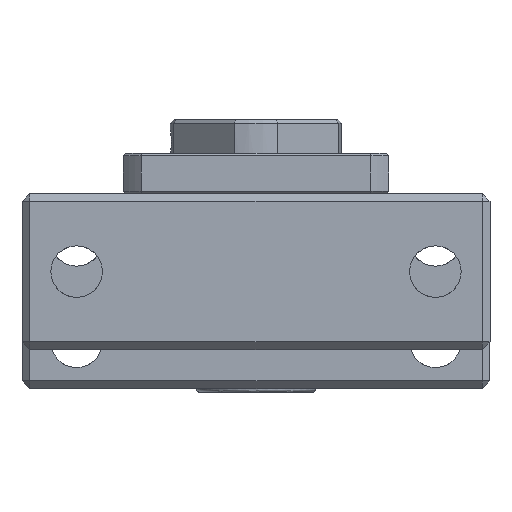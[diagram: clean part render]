
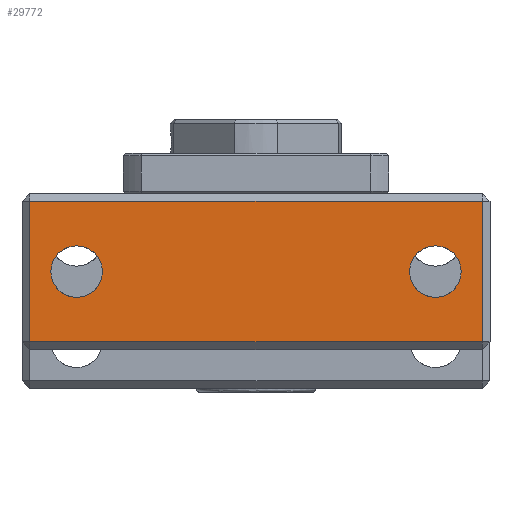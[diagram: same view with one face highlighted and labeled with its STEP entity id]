
A CAD part, front view. The second image highlights one B-rep face of the part: STEP entity #29772.
In plain terms, the highlighted planar face has unit normal (0, -1, 0).
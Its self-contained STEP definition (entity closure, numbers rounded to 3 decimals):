
#269 = PLANE ( 'NONE',  #32808 ) ;
#986 = CARTESIAN_POINT ( 'NONE',  ( -30., 0., 9. ) ) ;
#1721 = DIRECTION ( 'NONE',  ( 0., 0., 1. ) ) ;
#2109 = DIRECTION ( 'NONE',  ( 0., -1., 0. ) ) ;
#2341 = EDGE_CURVE ( 'NONE', #2912, #28779, #15640, .T. ) ;
#2801 = CARTESIAN_POINT ( 'NONE',  ( -30., 0., 10. ) ) ;
#2912 = VERTEX_POINT ( 'NONE', #6947 ) ;
#3609 = CARTESIAN_POINT ( 'NONE',  ( -29., 0., -9. ) ) ;
#4063 = DIRECTION ( 'NONE',  ( 0., 0., 1. ) ) ;
#4949 = CARTESIAN_POINT ( 'NONE',  ( -29., 0., 9. ) ) ;
#6273 = VECTOR ( 'NONE', #22635, 1000. ) ;
#6277 = VERTEX_POINT ( 'NONE', #27685 ) ;
#6691 = EDGE_CURVE ( 'NONE', #12853, #30324, #32463, .T. ) ;
#6760 = CARTESIAN_POINT ( 'NONE',  ( 23., 0., 0. ) ) ;
#6947 = CARTESIAN_POINT ( 'NONE',  ( -23., 0., -3.3 ) ) ;
#7060 = VECTOR ( 'NONE', #1721, 1000. ) ;
#7108 = VERTEX_POINT ( 'NONE', #25037 ) ;
#7565 = AXIS2_PLACEMENT_3D ( 'NONE', #14757, #2109, #9373 ) ;
#8586 = DIRECTION ( 'NONE',  ( 0., -1., 0. ) ) ;
#9105 = VECTOR ( 'NONE', #14465, 1000. ) ;
#9373 = DIRECTION ( 'NONE',  ( 0., 0., 1. ) ) ;
#9458 = VECTOR ( 'NONE', #29352, 1000. ) ;
#9625 = ORIENTED_EDGE ( 'NONE', *, *, #22806, .F. ) ;
#10064 = DIRECTION ( 'NONE',  ( 0., 1., 0. ) ) ;
#10312 = EDGE_LOOP ( 'NONE', ( #15733, #25427, #24041, #18035 ) ) ;
#10558 = DIRECTION ( 'NONE',  ( 1., 0., 0. ) ) ;
#10700 = EDGE_CURVE ( 'NONE', #12853, #7108, #12299, .T. ) ;
#10748 = ORIENTED_EDGE ( 'NONE', *, *, #17722, .F. ) ;
#10999 = CARTESIAN_POINT ( 'NONE',  ( -23., 0., 3.3 ) ) ;
#12299 = LINE ( 'NONE', #29878, #6273 ) ;
#12853 = VERTEX_POINT ( 'NONE', #3609 ) ;
#13078 = FACE_BOUND ( 'NONE', #16244, .T. ) ;
#13750 = AXIS2_PLACEMENT_3D ( 'NONE', #13761, #28966, #21227 ) ;
#13761 = CARTESIAN_POINT ( 'NONE',  ( -23., 0., 0. ) ) ;
#14465 = DIRECTION ( 'NONE',  ( 1., 0., 0. ) ) ;
#14757 = CARTESIAN_POINT ( 'NONE',  ( -23., 0., 0. ) ) ;
#15083 = EDGE_CURVE ( 'NONE', #30324, #30376, #29692, .T. ) ;
#15640 = CIRCLE ( 'NONE', #7565, 3.3 ) ;
#15680 = ORIENTED_EDGE ( 'NONE', *, *, #2341, .F. ) ;
#15733 = ORIENTED_EDGE ( 'NONE', *, *, #6691, .F. ) ;
#15862 = EDGE_CURVE ( 'NONE', #23526, #6277, #16686, .T. ) ;
#15990 = EDGE_LOOP ( 'NONE', ( #9625, #15680 ) ) ;
#16244 = EDGE_LOOP ( 'NONE', ( #25660, #10748 ) ) ;
#16686 = CIRCLE ( 'NONE', #23176, 3.3 ) ;
#17722 = EDGE_CURVE ( 'NONE', #6277, #23526, #25393, .T. ) ;
#17779 = CARTESIAN_POINT ( 'NONE',  ( 23., 0., 3.3 ) ) ;
#18035 = ORIENTED_EDGE ( 'NONE', *, *, #15083, .F. ) ;
#19705 = CIRCLE ( 'NONE', #13750, 3.3 ) ;
#20204 = FACE_BOUND ( 'NONE', #15990, .T. ) ;
#21227 = DIRECTION ( 'NONE',  ( 0., 0., 1. ) ) ;
#21272 = CARTESIAN_POINT ( 'NONE',  ( 23., 0., 0. ) ) ;
#21615 = CARTESIAN_POINT ( 'NONE',  ( 29., 0., 10. ) ) ;
#22575 = EDGE_CURVE ( 'NONE', #30376, #7108, #29179, .T. ) ;
#22635 = DIRECTION ( 'NONE',  ( 1., 0., 0. ) ) ;
#22750 = FACE_OUTER_BOUND ( 'NONE', #10312, .T. ) ;
#22806 = EDGE_CURVE ( 'NONE', #28779, #2912, #19705, .T. ) ;
#23176 = AXIS2_PLACEMENT_3D ( 'NONE', #6760, #32451, #4063 ) ;
#23526 = VERTEX_POINT ( 'NONE', #17779 ) ;
#23983 = DIRECTION ( 'NONE',  ( 0., 0., 1. ) ) ;
#24041 = ORIENTED_EDGE ( 'NONE', *, *, #22575, .F. ) ;
#25037 = CARTESIAN_POINT ( 'NONE',  ( 29., 0., -9. ) ) ;
#25393 = CIRCLE ( 'NONE', #30250, 3.3 ) ;
#25427 = ORIENTED_EDGE ( 'NONE', *, *, #10700, .T. ) ;
#25660 = ORIENTED_EDGE ( 'NONE', *, *, #15862, .F. ) ;
#26677 = CARTESIAN_POINT ( 'NONE',  ( 29., 0., 9. ) ) ;
#27685 = CARTESIAN_POINT ( 'NONE',  ( 23., 0., -3.3 ) ) ;
#28779 = VERTEX_POINT ( 'NONE', #10999 ) ;
#28966 = DIRECTION ( 'NONE',  ( 0., -1., 0. ) ) ;
#29179 = LINE ( 'NONE', #21615, #9458 ) ;
#29352 = DIRECTION ( 'NONE',  ( 0., 0., -1. ) ) ;
#29692 = LINE ( 'NONE', #986, #9105 ) ;
#29751 = CARTESIAN_POINT ( 'NONE',  ( -29., 0., 10. ) ) ;
#29772 = ADVANCED_FACE ( 'NONE', ( #22750, #13078, #20204 ), #269, .F. ) ;
#29878 = CARTESIAN_POINT ( 'NONE',  ( -30., 0., -9. ) ) ;
#30250 = AXIS2_PLACEMENT_3D ( 'NONE', #21272, #8586, #23983 ) ;
#30324 = VERTEX_POINT ( 'NONE', #4949 ) ;
#30376 = VERTEX_POINT ( 'NONE', #26677 ) ;
#32451 = DIRECTION ( 'NONE',  ( 0., -1., 0. ) ) ;
#32463 = LINE ( 'NONE', #29751, #7060 ) ;
#32808 = AXIS2_PLACEMENT_3D ( 'NONE', #2801, #10064, #10558 ) ;
